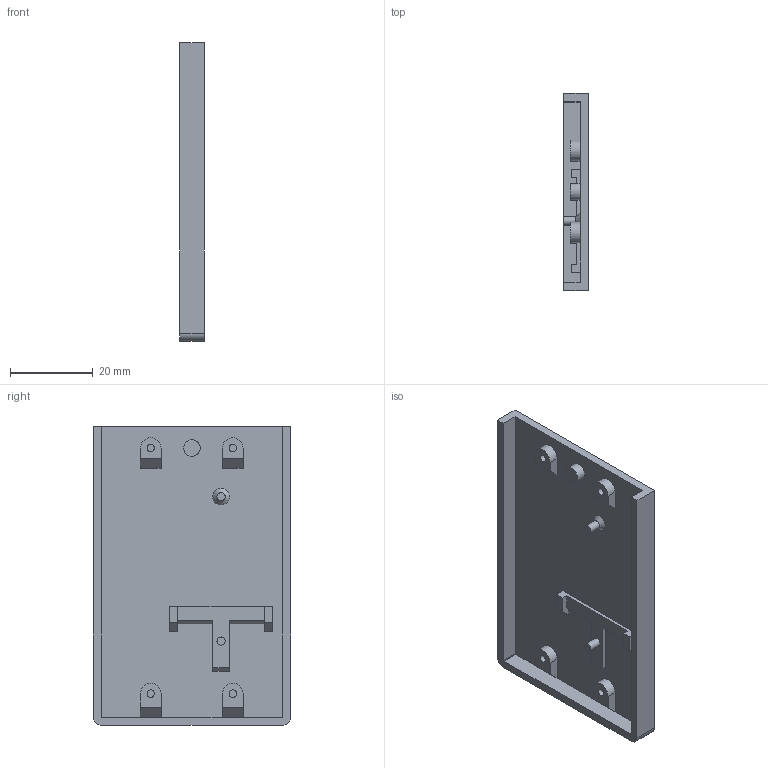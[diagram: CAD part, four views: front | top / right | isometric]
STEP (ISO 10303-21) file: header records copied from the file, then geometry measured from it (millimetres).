
FILE_DESCRIPTION(/* description */ (''),/* implementation_level */ '2;1');
FILE_NAME(/* name */ 'HbBatteryCaseHolder01.stp',/* time_stamp */ '2016-06-07T18:13:10+09:00',/* author */ (''),/* organization */ (''),/* preprocessor_version */ 'ST-DEVELOPER v16.5',/* originating_system */ 'Autodesk Translation Framework v5.0.0.3310',/* authorisation */ '');
FILE_SCHEMA (('AUTOMOTIVE_DESIGN { 1 0 10303 214 3 1 1 }'));
Length unit declared in the file: centimetre
Products named in the file (1): HbMainFrameB01
Bounding box: 6 x 47.8 x 72.45 mm (x, y, z)
Volume: 8896.3 mm3; surface area: 9313.6 mm2
Topology: 1 solids, 1 shells, 63 faces, 156 edges, 105 vertices
Faces by surface type: plane 49, cylinder 13, cone 1
Full cylindrical faces by diameter (mm): 1.8 x4, 2 x2, 4 x1
Entity records: 1798 total; most frequent: CARTESIAN_POINT 305, DIRECTION 297, ORIENTED_EDGE 284, EDGE_CURVE 142, LINE 115, VECTOR 115, VERTEX_POINT 99, AXIS2_PLACEMENT_3D 91
